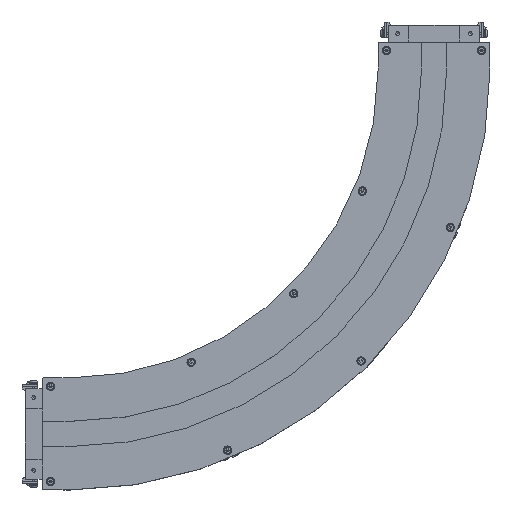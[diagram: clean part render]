
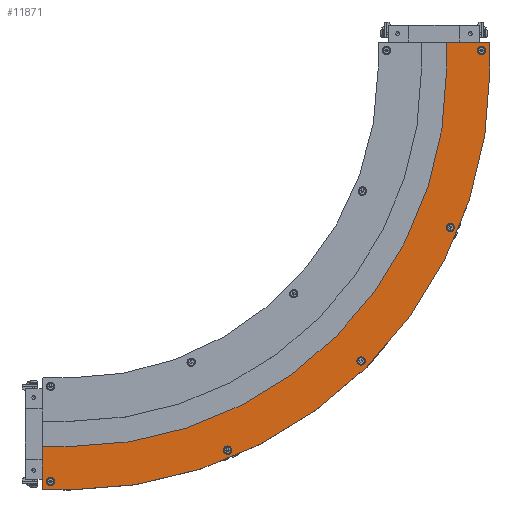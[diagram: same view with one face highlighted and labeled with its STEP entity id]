
A CAD part, top view. The second image highlights one B-rep face of the part: STEP entity #11871.
In plain terms, the highlighted planar face has unit normal (0, 0, 1).
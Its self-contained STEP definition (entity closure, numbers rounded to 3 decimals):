
#727=FACE_BOUND('',#2179,.T.);
#728=FACE_BOUND('',#2180,.T.);
#729=FACE_BOUND('',#2181,.T.);
#730=FACE_BOUND('',#2182,.T.);
#731=FACE_BOUND('',#2183,.T.);
#880=PLANE('',#12896);
#1541=FACE_OUTER_BOUND('',#2178,.T.);
#2178=EDGE_LOOP('',(#9240,#9241,#9242,#9243,#9244,#9245,#9246,#9247,#9248,
#9249));
#2179=EDGE_LOOP('',(#9250));
#2180=EDGE_LOOP('',(#9251));
#2181=EDGE_LOOP('',(#9252));
#2182=EDGE_LOOP('',(#9253));
#2183=EDGE_LOOP('',(#9254));
#2932=LINE('',#18438,#4080);
#2936=LINE('',#18446,#4084);
#2937=LINE('',#18450,#4085);
#2938=LINE('',#18452,#4086);
#2939=LINE('',#18454,#4087);
#2940=LINE('',#18458,#4088);
#2941=LINE('',#18460,#4089);
#2942=LINE('',#18461,#4090);
#4080=VECTOR('',#14753,10.);
#4084=VECTOR('',#14759,10.);
#4085=VECTOR('',#14762,10.);
#4086=VECTOR('',#14763,10.);
#4087=VECTOR('',#14764,10.);
#4088=VECTOR('',#14767,10.);
#4089=VECTOR('',#14768,10.);
#4090=VECTOR('',#14769,10.);
#5045=CIRCLE('',#12843,7.5);
#5049=CIRCLE('',#12850,7.5);
#5057=CIRCLE('',#12864,7.5);
#5069=CIRCLE('',#12885,7.5);
#5073=CIRCLE('',#12892,7.5);
#5075=CIRCLE('',#12897,750.);
#5076=CIRCLE('',#12898,672.5);
#5727=VERTEX_POINT('',#18337);
#5731=VERTEX_POINT('',#18350);
#5739=VERTEX_POINT('',#18376);
#5751=VERTEX_POINT('',#18415);
#5755=VERTEX_POINT('',#18428);
#5757=VERTEX_POINT('',#18436);
#5758=VERTEX_POINT('',#18437);
#5761=VERTEX_POINT('',#18445);
#5762=VERTEX_POINT('',#18447);
#5763=VERTEX_POINT('',#18449);
#5764=VERTEX_POINT('',#18451);
#5765=VERTEX_POINT('',#18453);
#5766=VERTEX_POINT('',#18455);
#5767=VERTEX_POINT('',#18457);
#5768=VERTEX_POINT('',#18459);
#7011=EDGE_CURVE('',#5727,#5727,#5045,.T.);
#7017=EDGE_CURVE('',#5731,#5731,#5049,.T.);
#7029=EDGE_CURVE('',#5739,#5739,#5057,.T.);
#7047=EDGE_CURVE('',#5751,#5751,#5069,.T.);
#7053=EDGE_CURVE('',#5755,#5755,#5073,.T.);
#7057=EDGE_CURVE('',#5757,#5758,#2932,.T.);
#7061=EDGE_CURVE('',#5757,#5761,#2936,.T.);
#7062=EDGE_CURVE('',#5761,#5762,#5075,.T.);
#7063=EDGE_CURVE('',#5762,#5763,#2937,.T.);
#7064=EDGE_CURVE('',#5763,#5764,#2938,.T.);
#7065=EDGE_CURVE('',#5764,#5765,#2939,.T.);
#7066=EDGE_CURVE('',#5765,#5766,#5076,.T.);
#7067=EDGE_CURVE('',#5766,#5767,#2940,.T.);
#7068=EDGE_CURVE('',#5768,#5767,#2941,.T.);
#7069=EDGE_CURVE('',#5768,#5758,#2942,.T.);
#9240=ORIENTED_EDGE('',*,*,#7057,.F.);
#9241=ORIENTED_EDGE('',*,*,#7061,.T.);
#9242=ORIENTED_EDGE('',*,*,#7062,.T.);
#9243=ORIENTED_EDGE('',*,*,#7063,.T.);
#9244=ORIENTED_EDGE('',*,*,#7064,.T.);
#9245=ORIENTED_EDGE('',*,*,#7065,.T.);
#9246=ORIENTED_EDGE('',*,*,#7066,.T.);
#9247=ORIENTED_EDGE('',*,*,#7067,.T.);
#9248=ORIENTED_EDGE('',*,*,#7068,.F.);
#9249=ORIENTED_EDGE('',*,*,#7069,.T.);
#9250=ORIENTED_EDGE('',*,*,#7011,.T.);
#9251=ORIENTED_EDGE('',*,*,#7017,.T.);
#9252=ORIENTED_EDGE('',*,*,#7029,.T.);
#9253=ORIENTED_EDGE('',*,*,#7047,.T.);
#9254=ORIENTED_EDGE('',*,*,#7053,.T.);
#11871=ADVANCED_FACE('',(#1541,#727,#728,#729,#730,#731),#880,.T.);
#12843=AXIS2_PLACEMENT_3D('',#18338,#14631,#14632);
#12850=AXIS2_PLACEMENT_3D('',#18351,#14647,#14648);
#12864=AXIS2_PLACEMENT_3D('',#18377,#14679,#14680);
#12885=AXIS2_PLACEMENT_3D('',#18416,#14727,#14728);
#12892=AXIS2_PLACEMENT_3D('',#18429,#14743,#14744);
#12896=AXIS2_PLACEMENT_3D('',#18444,#14757,#14758);
#12897=AXIS2_PLACEMENT_3D('',#18448,#14760,#14761);
#12898=AXIS2_PLACEMENT_3D('',#18456,#14765,#14766);
#14631=DIRECTION('center_axis',(0.,0.,-1.));
#14632=DIRECTION('ref_axis',(1.,0.,0.));
#14647=DIRECTION('center_axis',(0.,0.,-1.));
#14648=DIRECTION('ref_axis',(1.,0.,0.));
#14679=DIRECTION('center_axis',(0.,0.,-1.));
#14680=DIRECTION('ref_axis',(1.,0.,0.));
#14727=DIRECTION('center_axis',(0.,0.,-1.));
#14728=DIRECTION('ref_axis',(1.,0.,0.));
#14743=DIRECTION('center_axis',(0.,0.,-1.));
#14744=DIRECTION('ref_axis',(1.,0.,0.));
#14753=DIRECTION('',(-0.707,-0.707,0.));
#14757=DIRECTION('center_axis',(0.,0.,1.));
#14758=DIRECTION('ref_axis',(1.,0.,0.));
#14759=DIRECTION('',(0.,1.,0.));
#14760=DIRECTION('center_axis',(0.,0.,1.));
#14761=DIRECTION('ref_axis',(1.,0.,0.));
#14762=DIRECTION('',(-1.,0.,0.));
#14763=DIRECTION('',(0.,-1.,0.));
#14764=DIRECTION('',(1.,0.,0.));
#14765=DIRECTION('center_axis',(0.,0.,-1.));
#14766=DIRECTION('ref_axis',(1.,0.,0.));
#14767=DIRECTION('',(0.,-1.,0.));
#14768=DIRECTION('',(-0.707,0.707,0.));
#14769=DIRECTION('',(1.,0.,0.));
#18337=CARTESIAN_POINT('',(273.772,679.051,12.5));
#18338=CARTESIAN_POINT('Origin',(281.272,679.051,12.5));
#18350=CARTESIAN_POINT('',(-42.5,735.,12.5));
#18351=CARTESIAN_POINT('Origin',(-35.,735.,12.5));
#18376=CARTESIAN_POINT('',(727.5,-35.,12.5));
#18377=CARTESIAN_POINT('Origin',(735.,-35.,12.5));
#18415=CARTESIAN_POINT('',(512.223,519.723,12.5));
#18416=CARTESIAN_POINT('Origin',(519.723,519.723,12.5));
#18428=CARTESIAN_POINT('',(671.551,281.272,12.5));
#18429=CARTESIAN_POINT('Origin',(679.051,281.272,12.5));
#18436=CARTESIAN_POINT('',(750.,-47.5,12.5));
#18437=CARTESIAN_POINT('',(747.5,-50.,12.5));
#18438=CARTESIAN_POINT('',(730.,-67.5,12.5));
#18444=CARTESIAN_POINT('Origin',(-25.,650.,12.5));
#18445=CARTESIAN_POINT('',(750.,0.,12.5));
#18446=CARTESIAN_POINT('',(750.,-50.,12.5));
#18447=CARTESIAN_POINT('',(0.,750.,12.5));
#18448=CARTESIAN_POINT('Origin',(0.,0.,12.5));
#18449=CARTESIAN_POINT('',(-50.,750.,12.5));
#18450=CARTESIAN_POINT('',(0.,750.,12.5));
#18451=CARTESIAN_POINT('',(-50.,672.5,12.5));
#18452=CARTESIAN_POINT('',(-50.,750.,12.5));
#18453=CARTESIAN_POINT('',(0.,672.5,12.5));
#18454=CARTESIAN_POINT('',(-37.5,672.5,12.5));
#18455=CARTESIAN_POINT('',(672.5,0.,12.5));
#18456=CARTESIAN_POINT('Origin',(0.,0.,12.5));
#18457=CARTESIAN_POINT('',(672.5,-48.,12.5));
#18458=CARTESIAN_POINT('',(672.5,325.,12.5));
#18459=CARTESIAN_POINT('',(674.5,-50.,12.5));
#18460=CARTESIAN_POINT('',(324.125,300.375,12.5));
#18461=CARTESIAN_POINT('',(550.,-50.,12.5));
